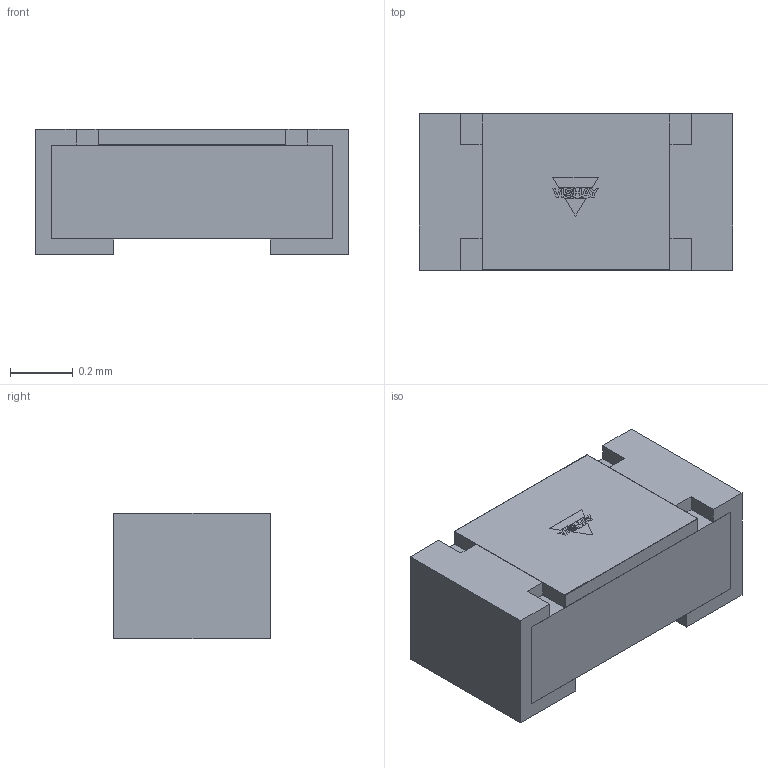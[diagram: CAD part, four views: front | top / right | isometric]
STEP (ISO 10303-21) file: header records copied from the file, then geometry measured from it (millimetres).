
FILE_DESCRIPTION(/* description */ (''),/* implementation_level */ '2;1');
FILE_NAME(/* name */ '0402.stp',/* time_stamp */ '2020-06-23T12:15:41+02:00',/* author */ ('Lord_voldmort'),/* organization */ (''),/* preprocessor_version */ 'ST-DEVELOPER v17.2',/* originating_system */ 'Autodesk Inventor 2019',/* authorisation */ '');
FILE_SCHEMA (('AUTOMOTIVE_DESIGN { 1 0 10303 214 3 1 1 }'));
Length unit declared in the file: millimetre
Products named in the file (5): 0805; body; pad; top; Vishay
Assembly tree (5 placements, depth 2):
  0805
    body
    pad  x2
    top
    Vishay
Bounding box: 1 x 0.5 x 0.4 mm (x, y, z)
Volume: 0.2 mm3; surface area: 4.2 mm2
Topology: 12 solids, 12 shells, 142 faces, 330 edges, 212 vertices
Faces by surface type: plane 110, cylinder 12, bspline 12, sphere 8
Entity records: 3824 total; most frequent: CARTESIAN_POINT 776, ORIENTED_EDGE 588, DIRECTION 546, EDGE_CURVE 294, LINE 246, VECTOR 246, VERTEX_POINT 188, AXIS2_PLACEMENT_3D 150
